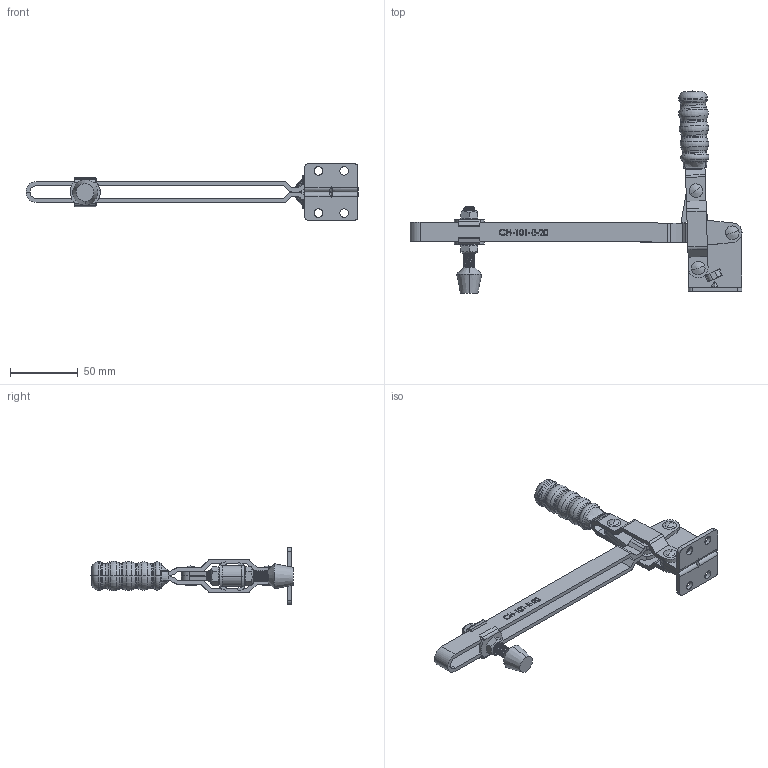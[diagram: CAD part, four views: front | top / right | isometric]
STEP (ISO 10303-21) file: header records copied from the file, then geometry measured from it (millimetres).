
FILE_DESCRIPTION (( 'STEP AP203' ), '1' );
FILE_NAME ('CH-101-E-20.STEP', '2017-11-05T01:32:33', ( 'Windows' ), ( 'Microsoft' ), 'SwSTEP 2.0', 'SolidWorks 2015', '' );
FILE_SCHEMA (( 'CONFIG_CONTROL_DESIGN' ));
Length unit declared in the file: millimetre
Products named in the file (10): CH-101-E-20-02 LONG U-BAR; CH-101-D-01 FLANGED BASE; CH-101-E-20; CH-101-D-03 STRAIGHT HANDLE; CH-101-D-05; CH-101-D-06; CH-101-D-04 CONNECTING-PLATE; CH-FW-516; CH-FC-56212 Nut; CH-FC-56212 SPINDLE SUPPLIED
Assembly tree (15 placements, depth 2):
  CH-101-E-20
    CH-101-D-01 FLANGED BASE
    CH-101-D-03 STRAIGHT HANDLE
    CH-101-D-05  x4
    CH-101-D-06
    CH-101-D-04 CONNECTING-PLATE  x2
    CH-FW-516  x2
    CH-FC-56212 Nut  x2
    CH-FC-56212 SPINDLE SUPPLIED
    CH-101-E-20-02 LONG U-BAR
Bounding box: 244.4 x 148.9 x 42 mm (x, y, z)
Volume: 76293 mm3; surface area: 59677.6 mm2
Topology: 19 solids, 19 shells, 885 faces, 2355 edges, 1525 vertices
Faces by surface type: plane 333, cylinder 257, bspline 188, cone 55, torus 52
Entity records: 36122 total; most frequent: CARTESIAN_POINT 16958, ORIENTED_EDGE 4142, DIRECTION 3102, EDGE_CURVE 2071, VERTEX_POINT 1357, LINE 1140, VECTOR 1140, AXIS2_PLACEMENT_3D 981
